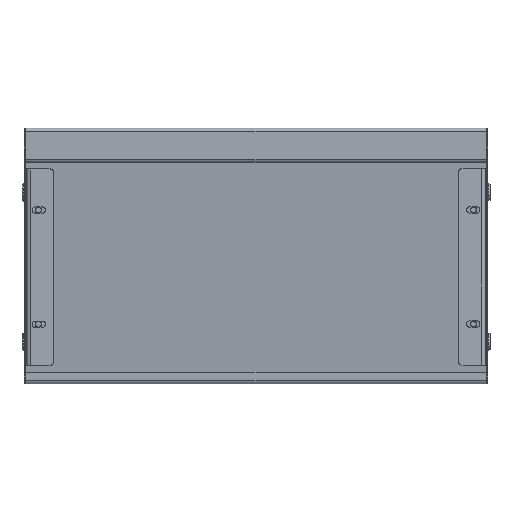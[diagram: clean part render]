
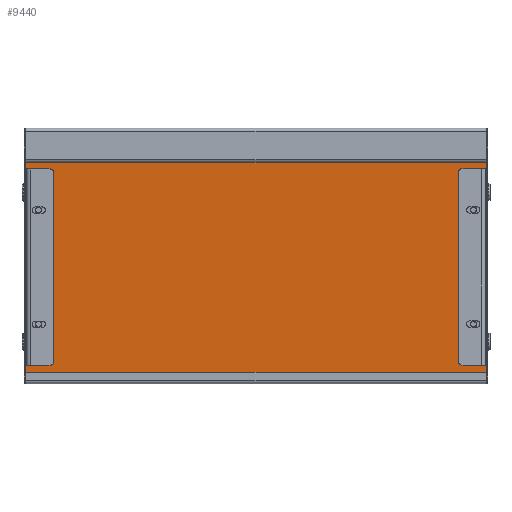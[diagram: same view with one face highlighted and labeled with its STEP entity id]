
A CAD part, front view. The second image highlights one B-rep face of the part: STEP entity #9440.
In plain terms, the highlighted planar face has unit normal (0, -0.996, -0.085).
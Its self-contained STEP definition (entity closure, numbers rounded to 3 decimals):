
#21 = EDGE_LOOP ( 'NONE', ( #9842, #4623, #1191, #5043 ) ) ;
#680 = DIRECTION ( 'NONE',  ( 1., 0., 0. ) ) ;
#1099 = VERTEX_POINT ( 'NONE', #5446 ) ;
#1191 = ORIENTED_EDGE ( 'NONE', *, *, #2981, .F. ) ;
#1750 = CARTESIAN_POINT ( 'NONE',  ( -201.5, 18.22, -2.964 ) ) ;
#2010 = EDGE_CURVE ( 'NONE', #12655, #7481, #2943, .T. ) ;
#2895 = LINE ( 'NONE', #1750, #13146 ) ;
#2943 = LINE ( 'NONE', #6174, #12903 ) ;
#2981 = EDGE_CURVE ( 'NONE', #1099, #12655, #3466, .T. ) ;
#3126 = VECTOR ( 'NONE', #11041, 1000. ) ;
#3466 = LINE ( 'NONE', #13249, #12704 ) ;
#3539 = DIRECTION ( 'NONE',  ( 0., 0.085, -0.996 ) ) ;
#3671 = FACE_OUTER_BOUND ( 'NONE', #21, .T. ) ;
#4351 = CARTESIAN_POINT ( 'NONE',  ( -201.5, 18.22, -2.964 ) ) ;
#4623 = ORIENTED_EDGE ( 'NONE', *, *, #2010, .F. ) ;
#5043 = ORIENTED_EDGE ( 'NONE', *, *, #12726, .F. ) ;
#5446 = CARTESIAN_POINT ( 'NONE',  ( 201.5, 18.22, -2.964 ) ) ;
#5568 = AXIS2_PLACEMENT_3D ( 'NONE', #9039, #5938, #12325 ) ;
#5938 = DIRECTION ( 'NONE',  ( 0., -0.996, -0.085 ) ) ;
#6055 = CARTESIAN_POINT ( 'NONE',  ( -201.5, 36.828, -220.465 ) ) ;
#6174 = CARTESIAN_POINT ( 'NONE',  ( 201.5, 36.828, -220.465 ) ) ;
#7481 = VERTEX_POINT ( 'NONE', #6055 ) ;
#7797 = EDGE_CURVE ( 'NONE', #7481, #9990, #8997, .T. ) ;
#8997 = LINE ( 'NONE', #9065, #3126 ) ;
#9039 = CARTESIAN_POINT ( 'NONE',  ( 0., 17.825, 1.654 ) ) ;
#9065 = CARTESIAN_POINT ( 'NONE',  ( -201.5, 18.095, -1.5 ) ) ;
#9440 = ADVANCED_FACE ( 'NONE', ( #3671 ), #9488, .T. ) ;
#9488 = PLANE ( 'NONE',  #5568 ) ;
#9842 = ORIENTED_EDGE ( 'NONE', *, *, #7797, .F. ) ;
#9990 = VERTEX_POINT ( 'NONE', #4351 ) ;
#11041 = DIRECTION ( 'NONE',  ( 0., -0.085, 0.996 ) ) ;
#12325 = DIRECTION ( 'NONE',  ( 0., 0.085, -0.996 ) ) ;
#12655 = VERTEX_POINT ( 'NONE', #12660 ) ;
#12660 = CARTESIAN_POINT ( 'NONE',  ( 201.5, 36.828, -220.465 ) ) ;
#12704 = VECTOR ( 'NONE', #3539, 1000. ) ;
#12726 = EDGE_CURVE ( 'NONE', #9990, #1099, #2895, .T. ) ;
#12903 = VECTOR ( 'NONE', #13702, 1000. ) ;
#13146 = VECTOR ( 'NONE', #680, 1000. ) ;
#13249 = CARTESIAN_POINT ( 'NONE',  ( 201.5, 37.105, -223.701 ) ) ;
#13702 = DIRECTION ( 'NONE',  ( -1., 0., 0. ) ) ;
